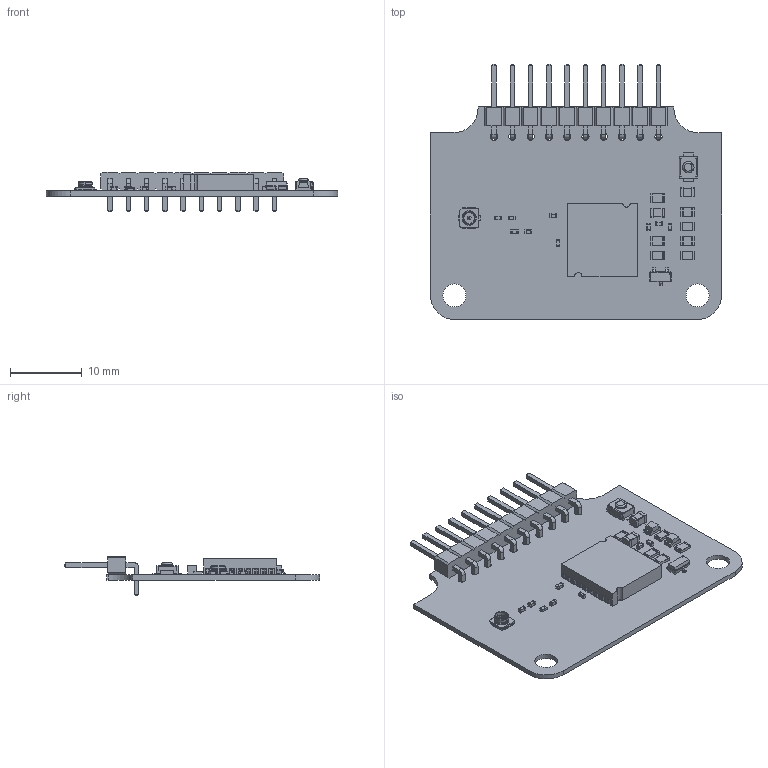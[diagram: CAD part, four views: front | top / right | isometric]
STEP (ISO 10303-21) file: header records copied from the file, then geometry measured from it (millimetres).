
FILE_DESCRIPTION(('KiCad electronic assembly'),'2;1');
FILE_NAME('GPS-Compass_GNSS.step','2025-11-19T11:47:12',('Pcbnew'),( 'Kicad'),'Open CASCADE STEP processor 7.9','KiCad to STEP converter' ,'Unknown');
FILE_SCHEMA(('AUTOMOTIVE_DESIGN { 1 0 10303 214 1 1 1 1 }'));
Length unit declared in the file: millimetre
Products named in the file (16): GPS-Compass_GNSS 1; C_0805_2012Metric; L_0402_1005Metric; C_0402_1005Metric; LED_0805_2012Metric; SW_SPST_B3U-1000P; R_0402_1005Metric; SOT-23; R_0805_2012Metric; PinHeader_1x10_P2.54mm_Horizontal; teseo-liv3f; 636101112001; 63610111x001_Contact; 63610111x001_Ground; 63610111x001_Housing; GPS-Compass_GNSS_PCB
Assembly tree (27 placements, depth 3):
  GPS-Compass_GNSS 1
    C_0805_2012Metric  x2
    L_0402_1005Metric  x2
    C_0402_1005Metric  x6
    LED_0805_2012Metric  x2
    SW_SPST_B3U-1000P
    R_0402_1005Metric
    SOT-23
    R_0805_2012Metric  x5
    PinHeader_1x10_P2.54mm_Horizontal
    teseo-liv3f
    636101112001
      63610111x001_Contact
      63610111x001_Ground
      63610111x001_Housing
    GPS-Compass_GNSS_PCB
Bounding box: 40.5 x 35.47 x 5.54 mm (x, y, z)
Volume: 1252.3 mm3; surface area: 3454.4 mm2
Topology: 25 solids, 26 shells, 1331 faces, 3549 edges, 2297 vertices
Faces by surface type: plane 959, cylinder 323, bspline 34, cone 10, sphere 2, revolution 2, torus 1
Full cylindrical faces by diameter (mm): 1 x10, 1.6 x1, 3.2 x2
Entity records: 38235 total; most frequent: CARTESIAN_POINT 6094, ORIENTED_EDGE 5280, DIRECTION 4971, EDGE_CURVE 2638, LINE 2133, VECTOR 2133, VERTEX_POINT 1699, AXIS2_PLACEMENT_3D 1418
